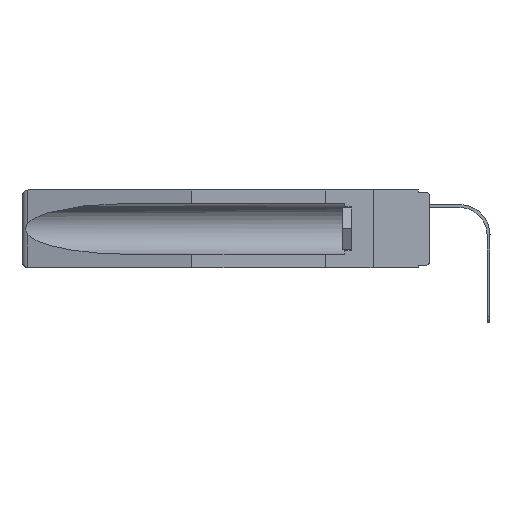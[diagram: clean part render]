
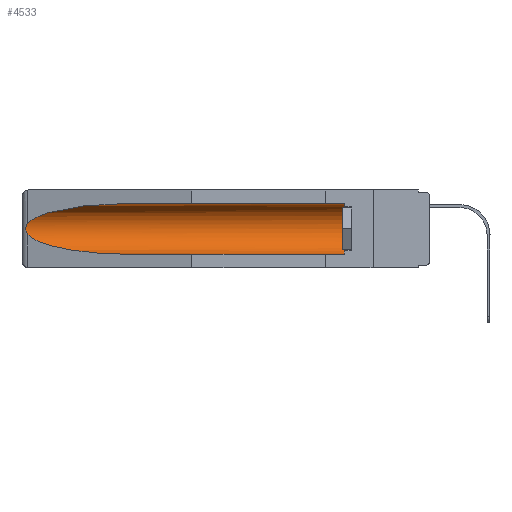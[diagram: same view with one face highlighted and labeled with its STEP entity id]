
A CAD part, left-side view. The second image highlights one B-rep face of the part: STEP entity #4533.
In plain terms, the highlighted cylindrical face has radius 2.857 mm (diameter 5.715 mm), a partial arc.
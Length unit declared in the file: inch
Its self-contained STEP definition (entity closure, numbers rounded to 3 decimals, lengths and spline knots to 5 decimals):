
#669 = LINE ( 'NONE', #13440, #19794 ) ;
#785 = CARTESIAN_POINT ( 'NONE',  ( 0.26537, 1.52718, -0.19328 ) ) ;
#809 = DIRECTION ( 'NONE',  ( 0., 1., 0. ) ) ;
#923 = CIRCLE ( 'NONE', #10048, 0.1125 ) ;
#1824 = CARTESIAN_POINT ( 'NONE',  ( 0.21114, 1.30732, -0.284 ) ) ;
#2143 =( BOUNDED_CURVE ( )  B_SPLINE_CURVE ( 3, ( #20401, #14713, #1824, #24886 ),
 .UNSPECIFIED., .F., .F. ) 
 B_SPLINE_CURVE_WITH_KNOTS ( ( 4, 4 ),
 ( 0.1948, 1.5708 ),
 .UNSPECIFIED. ) 
 CURVE ( )  GEOMETRIC_REPRESENTATION_ITEM ( )  RATIONAL_B_SPLINE_CURVE ( ( 1., 0.848, 0.848, 1. ) ) 
 REPRESENTATION_ITEM ( '' )  );
#2276 = VERTEX_POINT ( 'NONE', #15716 ) ;
#2498 = CARTESIAN_POINT ( 'NONE',  ( 0.155, 1.07973, -0.059 ) ) ;
#3098 = DIRECTION ( 'NONE',  ( 0., -1., 0. ) ) ;
#3812 = AXIS2_PLACEMENT_3D ( 'NONE', #13166, #809, #8963 ) ;
#4533 = ADVANCED_FACE ( 'NONE', ( #5022 ), #6930, .F. ) ;
#4609 = VERTEX_POINT ( 'NONE', #7199 ) ;
#4632 = EDGE_CURVE ( 'NONE', #11330, #23126, #669, .T. ) ;
#4844 = EDGE_LOOP ( 'NONE', ( #21926, #20109, #17609, #17422, #9523, #23442 ) ) ;
#5022 = FACE_OUTER_BOUND ( 'NONE', #4844, .T. ) ;
#5781 = CARTESIAN_POINT ( 'NONE',  ( 0.26537, 1.52718, -0.19328 ) ) ;
#6501 = CARTESIAN_POINT ( 'NONE',  ( 0.26597, 1.52961, -0.15275 ) ) ;
#6735 = CARTESIAN_POINT ( 'NONE',  ( 0.155, 1.07973, -0.059 ) ) ;
#6930 = CYLINDRICAL_SURFACE ( 'NONE', #3812, 0.1125 ) ;
#7043 = CARTESIAN_POINT ( 'NONE',  ( 0.26537, 1.52718, -0.14972 ) ) ;
#7199 = CARTESIAN_POINT ( 'NONE',  ( 0.155, 1.07973, -0.284 ) ) ;
#8185 = CARTESIAN_POINT ( 'NONE',  ( 0.155, 0.126, -0.059 ) ) ;
#8498 = EDGE_CURVE ( 'NONE', #9567, #4609, #10267, .T. ) ;
#8666 = CARTESIAN_POINT ( 'NONE',  ( 0.2673, 1.53269, -0.17917 ) ) ;
#8940 = CARTESIAN_POINT ( 'NONE',  ( 0.2675, 1.53308, -0.17534 ) ) ;
#8963 = DIRECTION ( 'NONE',  ( 0., 0., 1. ) ) ;
#9018 = CARTESIAN_POINT ( 'NONE',  ( 0.26537, 1.52718, -0.14972 ) ) ;
#9523 = ORIENTED_EDGE ( 'NONE', *, *, #16345, .T. ) ;
#9567 = VERTEX_POINT ( 'NONE', #13649 ) ;
#9876 = CARTESIAN_POINT ( 'NONE',  ( 0.155, -0.30754, -0.284 ) ) ;
#10048 = AXIS2_PLACEMENT_3D ( 'NONE', #23730, #3098, #17874 ) ;
#10267 = LINE ( 'NONE', #9876, #10982 ) ;
#10982 = VECTOR ( 'NONE', #18535, 39.37008 ) ;
#11242 = CARTESIAN_POINT ( 'NONE',  ( 0.26654, 1.53092, -0.15636 ) ) ;
#11330 = VERTEX_POINT ( 'NONE', #8185 ) ;
#13011 = CARTESIAN_POINT ( 'NONE',  ( 0.2673, 1.5327, -0.16383 ) ) ;
#13166 = CARTESIAN_POINT ( 'NONE',  ( 0.155, -0.30754, -0.1715 ) ) ;
#13440 = CARTESIAN_POINT ( 'NONE',  ( 0.155, -0.30754, -0.059 ) ) ;
#13649 = CARTESIAN_POINT ( 'NONE',  ( 0.155, 0.126, -0.284 ) ) ;
#14713 = CARTESIAN_POINT ( 'NONE',  ( 0.25451, 1.48313, -0.24835 ) ) ;
#14976 =( BOUNDED_CURVE ( )  B_SPLINE_CURVE ( 3, ( #2498, #25291, #19180, #9018 ),
 .UNSPECIFIED., .F., .T. ) 
 B_SPLINE_CURVE_WITH_KNOTS ( ( 4, 4 ),
 ( 4.71239, 6.08839 ),
 .UNSPECIFIED. ) 
 CURVE ( )  GEOMETRIC_REPRESENTATION_ITEM ( )  RATIONAL_B_SPLINE_CURVE ( ( 1., 0.848, 0.848, 1. ) ) 
 REPRESENTATION_ITEM ( '' )  );
#15036 = VERTEX_POINT ( 'NONE', #5781 ) ;
#15271 = EDGE_CURVE ( 'NONE', #15036, #4609, #2143, .T. ) ;
#15315 = CARTESIAN_POINT ( 'NONE',  ( 0.26655, 1.53094, -0.18657 ) ) ;
#15716 = CARTESIAN_POINT ( 'NONE',  ( 0.26537, 1.52718, -0.14972 ) ) ;
#16345 = EDGE_CURVE ( 'NONE', #9567, #11330, #923, .T. ) ;
#17422 = ORIENTED_EDGE ( 'NONE', *, *, #8498, .F. ) ;
#17609 = ORIENTED_EDGE ( 'NONE', *, *, #15271, .T. ) ;
#17874 = DIRECTION ( 'NONE',  ( 0., 0., 1. ) ) ;
#17949 = EDGE_CURVE ( 'NONE', #2276, #15036, #24890, .T. ) ;
#18535 = DIRECTION ( 'NONE',  ( 0., 1., 0. ) ) ;
#19180 = CARTESIAN_POINT ( 'NONE',  ( 0.25451, 1.48313, -0.09465 ) ) ;
#19235 = CARTESIAN_POINT ( 'NONE',  ( 0.2675, 1.53308, -0.16763 ) ) ;
#19794 = VECTOR ( 'NONE', #25641, 39.37008 ) ;
#20109 = ORIENTED_EDGE ( 'NONE', *, *, #17949, .T. ) ;
#20401 = CARTESIAN_POINT ( 'NONE',  ( 0.26537, 1.52718, -0.19328 ) ) ;
#21265 = CARTESIAN_POINT ( 'NONE',  ( 0.26597, 1.5296, -0.19026 ) ) ;
#21926 = ORIENTED_EDGE ( 'NONE', *, *, #25396, .T. ) ;
#23126 = VERTEX_POINT ( 'NONE', #6735 ) ;
#23442 = ORIENTED_EDGE ( 'NONE', *, *, #4632, .T. ) ;
#23730 = CARTESIAN_POINT ( 'NONE',  ( 0.155, 0.126, -0.1715 ) ) ;
#24886 = CARTESIAN_POINT ( 'NONE',  ( 0.155, 1.07973, -0.284 ) ) ;
#24890 = B_SPLINE_CURVE_WITH_KNOTS ( 'NONE', 3,
 ( #7043, #6501, #11242, #13011, #19235, #8940, #8666, #15315, #21265, #785 ),
 .UNSPECIFIED., .F., .F.,
 ( 4, 2, 2, 2, 4 ),
 ( 0., 0.00029, 0.00058, 0.00087, 0.00117 ),
 .UNSPECIFIED. ) ;
#25291 = CARTESIAN_POINT ( 'NONE',  ( 0.21114, 1.30732, -0.059 ) ) ;
#25396 = EDGE_CURVE ( 'NONE', #23126, #2276, #14976, .T. ) ;
#25641 = DIRECTION ( 'NONE',  ( 0., 1., 0. ) ) ;
